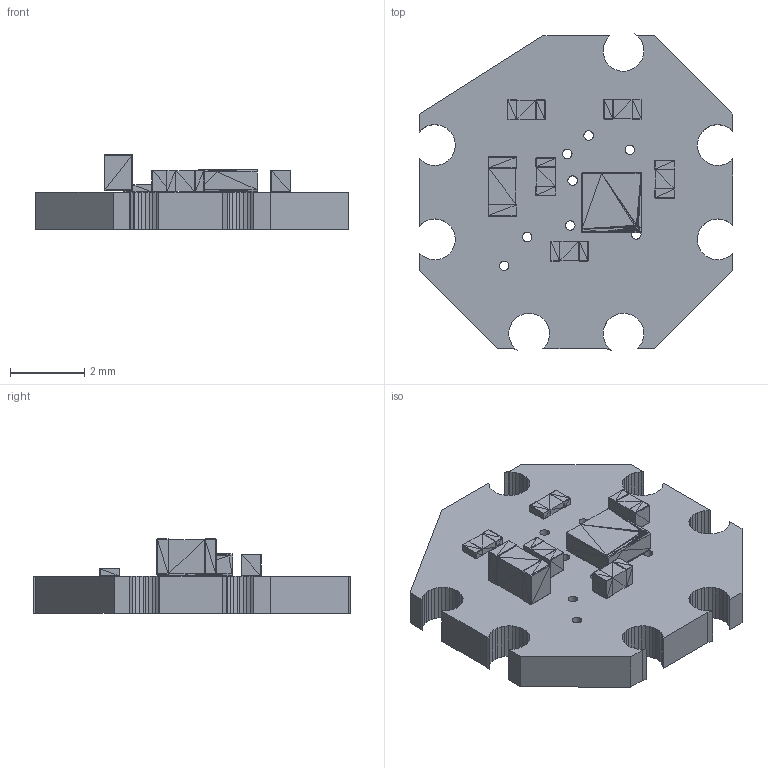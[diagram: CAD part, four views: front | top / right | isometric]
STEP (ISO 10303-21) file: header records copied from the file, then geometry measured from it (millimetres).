
FILE_DESCRIPTION(('for SolidWorks'),'2;1');
FILE_NAME('DRV2605.step','2014-10-30T01:49:27',('Chris Hamilton') ,(''),'Open CASCADE STEP processor 6.6','Diptrace','Unknown');
FILE_SCHEMA(('AUTOMOTIVE_DESIGN { 1 0 10303 214 1 1 1 1 }'));
Length unit declared in the file: millimetre
Products named in the file (6): PCB; Board; cap_0402; cap_0603; res_0402; bga-9_3x3x0.5_1.6x1.6
Assembly tree (8 placements, depth 2):
  PCB
    Board
    cap_0402  x3
    cap_0603
    res_0402  x2
    bga-9_3x3x0.5_1.6x1.6
Bounding box: 8.46 x 8.53 x 2.01 mm (x, y, z)
Volume: 54.4 mm3; surface area: 186 mm2
Topology: 1 solids, 8 shells, 1060 faces, 1920 edges, 876 vertices
Faces by surface type: plane 1051, cylinder 9
Full cylindrical faces by diameter (mm): 0.254 x9
Entity records: 19868 total; most frequent: DIRECTION 2774, CARTESIAN_POINT 2743, ORIENTED_EDGE 2724, EDGE_CURVE 1362, LINE 1344, VECTOR 1344, AXIS2_PLACEMENT_3D 715, FACE_BOUND 706
